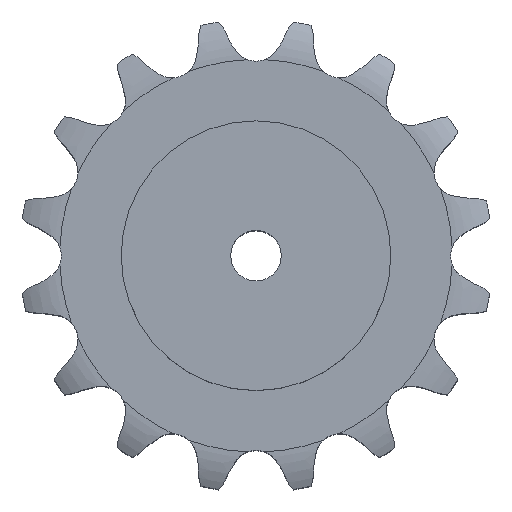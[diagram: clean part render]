
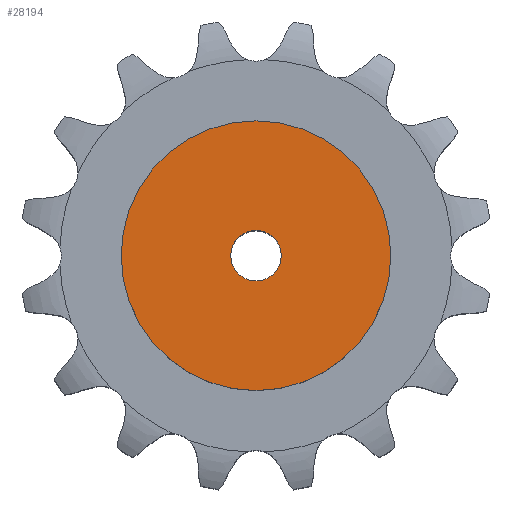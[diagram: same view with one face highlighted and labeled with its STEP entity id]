
A CAD part, top view. The second image highlights one B-rep face of the part: STEP entity #28194.
In plain terms, the highlighted planar face has unit normal (0, 0, 1).
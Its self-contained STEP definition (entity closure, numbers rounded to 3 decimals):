
#15141 = CYLINDRICAL_SURFACE('',#15142,15.);
#15142 = AXIS2_PLACEMENT_3D('',#15143,#15144,#15145);
#15143 = CARTESIAN_POINT('',(0.,0.,476.915));
#15144 = DIRECTION('',(0.,0.,1.));
#15145 = DIRECTION('',(1.,0.,0.));
#19153 = EDGE_CURVE('',#19154,#19154,#19156,.T.);
#19154 = VERTEX_POINT('',#19155);
#19155 = CARTESIAN_POINT('',(15.,0.,180.));
#19156 = SURFACE_CURVE('',#19157,(#19162,#19169),.PCURVE_S1.);
#19157 = CIRCLE('',#19158,15.);
#19158 = AXIS2_PLACEMENT_3D('',#19159,#19160,#19161);
#19159 = CARTESIAN_POINT('',(0.,0.,180.));
#19160 = DIRECTION('',(0.,0.,1.));
#19161 = DIRECTION('',(1.,0.,0.));
#19162 = PCURVE('',#15141,#19163);
#19163 = DEFINITIONAL_REPRESENTATION('',(#19164),#19168);
#19164 = LINE('',#19165,#19166);
#19165 = CARTESIAN_POINT('',(0.,-296.915));
#19166 = VECTOR('',#19167,1.);
#19167 = DIRECTION('',(1.,0.));
#19168 = ( GEOMETRIC_REPRESENTATION_CONTEXT(2) 
PARAMETRIC_REPRESENTATION_CONTEXT() REPRESENTATION_CONTEXT('2D SPACE',''
  ) );
#19169 = PCURVE('',#19170,#19175);
#19170 = PLANE('',#19171);
#19171 = AXIS2_PLACEMENT_3D('',#19172,#19173,#19174);
#19172 = CARTESIAN_POINT('',(0.,0.,180.
    ));
#19173 = DIRECTION('',(0.,0.,1.));
#19174 = DIRECTION('',(1.,0.,0.));
#19175 = DEFINITIONAL_REPRESENTATION('',(#19176),#19180);
#19176 = CIRCLE('',#19177,15.);
#19177 = AXIS2_PLACEMENT_2D('',#19178,#19179);
#19178 = CARTESIAN_POINT('',(0.,0.));
#19179 = DIRECTION('',(1.,0.));
#19180 = ( GEOMETRIC_REPRESENTATION_CONTEXT(2) 
PARAMETRIC_REPRESENTATION_CONTEXT() REPRESENTATION_CONTEXT('2D SPACE',''
  ) );
#28194 = ADVANCED_FACE('',(#28195,#28226),#19170,.T.);
#28195 = FACE_BOUND('',#28196,.T.);
#28196 = EDGE_LOOP('',(#28197));
#28197 = ORIENTED_EDGE('',*,*,#28198,.T.);
#28198 = EDGE_CURVE('',#28199,#28199,#28201,.T.);
#28199 = VERTEX_POINT('',#28200);
#28200 = CARTESIAN_POINT('',(80.,0.,180.));
#28201 = SURFACE_CURVE('',#28202,(#28207,#28214),.PCURVE_S1.);
#28202 = CIRCLE('',#28203,80.);
#28203 = AXIS2_PLACEMENT_3D('',#28204,#28205,#28206);
#28204 = CARTESIAN_POINT('',(0.,0.,180.));
#28205 = DIRECTION('',(0.,0.,1.));
#28206 = DIRECTION('',(1.,0.,0.));
#28207 = PCURVE('',#19170,#28208);
#28208 = DEFINITIONAL_REPRESENTATION('',(#28209),#28213);
#28209 = CIRCLE('',#28210,80.);
#28210 = AXIS2_PLACEMENT_2D('',#28211,#28212);
#28211 = CARTESIAN_POINT('',(0.,0.));
#28212 = DIRECTION('',(1.,0.));
#28213 = ( GEOMETRIC_REPRESENTATION_CONTEXT(2) 
PARAMETRIC_REPRESENTATION_CONTEXT() REPRESENTATION_CONTEXT('2D SPACE',''
  ) );
#28214 = PCURVE('',#28215,#28220);
#28215 = CYLINDRICAL_SURFACE('',#28216,80.);
#28216 = AXIS2_PLACEMENT_3D('',#28217,#28218,#28219);
#28217 = CARTESIAN_POINT('',(0.,0.,0.));
#28218 = DIRECTION('',(-0.,-0.,-1.));
#28219 = DIRECTION('',(1.,0.,0.));
#28220 = DEFINITIONAL_REPRESENTATION('',(#28221),#28225);
#28221 = LINE('',#28222,#28223);
#28222 = CARTESIAN_POINT('',(-0.,-180.));
#28223 = VECTOR('',#28224,1.);
#28224 = DIRECTION('',(-1.,0.));
#28225 = ( GEOMETRIC_REPRESENTATION_CONTEXT(2) 
PARAMETRIC_REPRESENTATION_CONTEXT() REPRESENTATION_CONTEXT('2D SPACE',''
  ) );
#28226 = FACE_BOUND('',#28227,.T.);
#28227 = EDGE_LOOP('',(#28228));
#28228 = ORIENTED_EDGE('',*,*,#19153,.F.);
